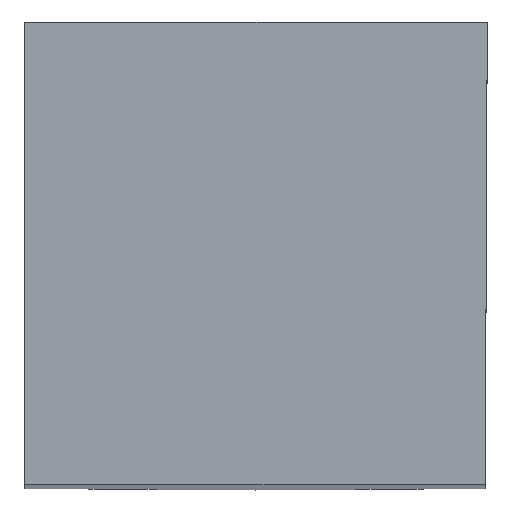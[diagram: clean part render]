
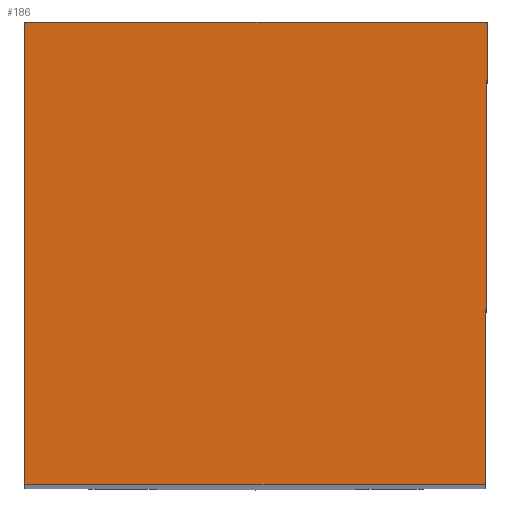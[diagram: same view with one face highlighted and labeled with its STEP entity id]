
A CAD part, top view. The second image highlights one B-rep face of the part: STEP entity #186.
In plain terms, the highlighted planar face has unit normal (0, 0, 1).
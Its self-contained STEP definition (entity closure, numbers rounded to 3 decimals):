
#86=FACE_OUTER_BOUND('',#258,.T.);
#98=LINE('',#781,#123);
#114=LINE('',#835,#139);
#116=LINE('',#846,#141);
#117=LINE('',#847,#142);
#123=VECTOR('',#635,1.);
#139=VECTOR('',#673,1.);
#141=VECTOR('',#687,1.);
#142=VECTOR('',#688,1.);
#186=ADVANCED_FACE('BLANK_BOXF006',(#86),#205,.F.);
#205=PLANE('',#572);
#258=EDGE_LOOP('',(#330,#331,#332,#333));
#330=ORIENTED_EDGE('',*,*,#446,.F.);
#331=ORIENTED_EDGE('',*,*,#440,.F.);
#332=ORIENTED_EDGE('',*,*,#447,.F.);
#333=ORIENTED_EDGE('',*,*,#416,.F.);
#380=VERTEX_POINT('',#780);
#381=VERTEX_POINT('',#782);
#399=VERTEX_POINT('',#834);
#400=VERTEX_POINT('',#836);
#416=EDGE_CURVE('',#380,#381,#98,.T.);
#440=EDGE_CURVE('',#399,#400,#114,.T.);
#446=EDGE_CURVE('',#400,#380,#116,.T.);
#447=EDGE_CURVE('',#381,#399,#117,.T.);
#572=AXIS2_PLACEMENT_3D('',#848,#689,#690);
#635=DIRECTION('',(1.,0.,0.));
#673=DIRECTION('',(-1.,0.,0.));
#687=DIRECTION('',(0.,1.,0.));
#688=DIRECTION('',(-0.004,-1.,0.));
#689=DIRECTION('',(0.,0.,-1.));
#690=DIRECTION('',(-1.,0.,0.));
#780=CARTESIAN_POINT('',(-11.875,11.875,0.));
#781=CARTESIAN_POINT('',(-87.35,11.875,0.));
#782=CARTESIAN_POINT('',(0.,11.875,0.));
#834=CARTESIAN_POINT('',(-0.052,0.,0.));
#835=CARTESIAN_POINT('',(87.35,0.,0.));
#836=CARTESIAN_POINT('',(-11.875,0.,0.));
#846=CARTESIAN_POINT('',(-11.875,-87.35,0.));
#847=CARTESIAN_POINT('',(0.329,87.349,0.));
#848=CARTESIAN_POINT('',(-16.875,-5.,0.));
